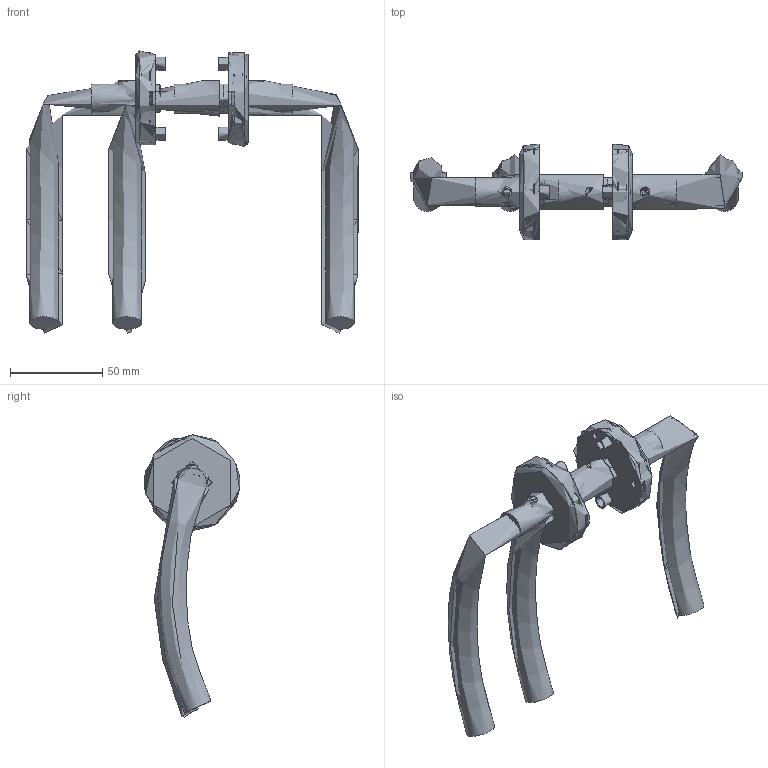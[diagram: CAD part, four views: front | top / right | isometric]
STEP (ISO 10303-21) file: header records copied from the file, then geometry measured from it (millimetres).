
FILE_DESCRIPTION (( 'STEP AP203' ), '1' );
FILE_NAME ('412-VA.step', '2019-11-26T14:03:45', ( '' ), ( '' ), 'SwSTEP 2.0', 'SolidWorks 2015', '' );
FILE_SCHEMA (( 'CONFIG_CONTROL_DESIGN' ));
Length unit declared in the file: millimetre
Products named in the file (17): 412-VA; 4XX-VA Teil1; 4XX-VA Teil3; 4XX-VA Teil4; DIN914_DIN 914 M6x6; 4XX-VA Teil2_4XX-VA Teil2; 4XX-VA Teil4_4XX-VA Teil4; DIN914; 4XX-VA Teil2; 4XX-VA Teil1_412-VA Teil5; 4XX-VA Teil3_4XX-VA Teil3; 4XX-VA Teil1_412-VA Teil1
Assembly tree (12 placements, depth 2):
  412-VA
    DIN914
    DIN914
    4XX-VA Teil1
  4XX-VA Teil1
  4XX-VA Teil3
  4XX-VA Teil4
  412-VA
    4XX-VA Teil4_4XX-VA Teil4
    4XX-VA Teil3_4XX-VA Teil3  x2
    4XX-VA Teil2_4XX-VA Teil2  x2
    4XX-VA Teil1_412-VA Teil1
    DIN914_DIN 914 M6x6  x2
    4XX-VA Teil1_412-VA Teil5
Bounding box: 180 x 51.98 x 153.16 mm (x, y, z)
Volume: 134267.4 mm3; surface area: 124275.4 mm2
Topology: 15 solids, 15 shells, 1092 faces, 2922 edges, 1948 vertices
Faces by surface type: plane 642, bspline 260, cylinder 132, cone 38, torus 16, sphere 4
Full cylindrical faces by diameter (mm): 3.7 x6, 5 x4, 5.5 x4, 6 x2, 6.1 x6, 7.1 x4, 7.3 x4, 8 x4, 15.2 x2, 15.4 x2, 15.7 x8, 16.2 x2, 19.6 x4, 21.4 x2, 22.6 x2, 50 x2, 52 x2
Entity records: 86989 total; most frequent: CARTESIAN_POINT 62990, ORIENTED_EDGE 5072, DIRECTION 3570, EDGE_CURVE 2536, VERTEX_POINT 1724, LINE 1680, VECTOR 1680, EDGE_LOOP 1176
